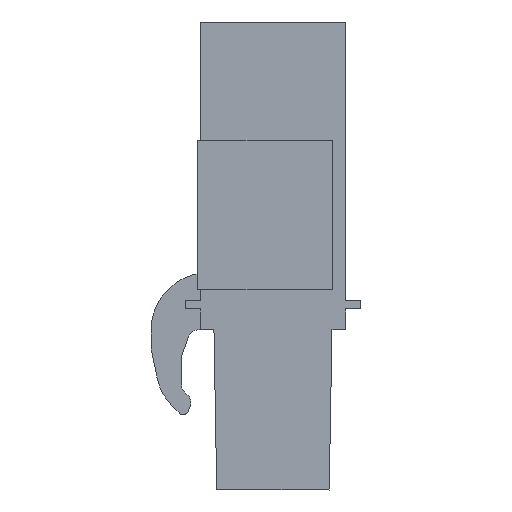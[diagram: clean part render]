
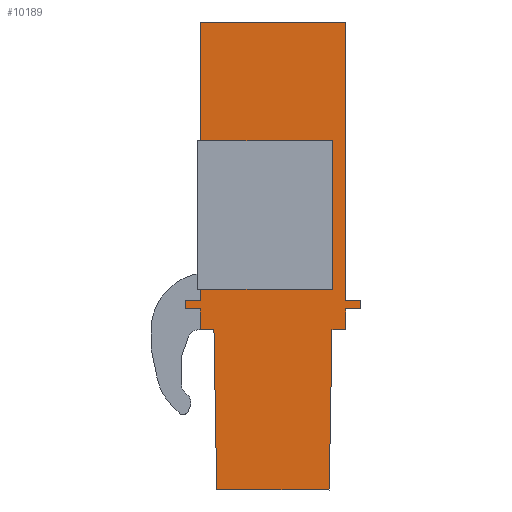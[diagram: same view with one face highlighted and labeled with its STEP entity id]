
A CAD part, left-side view. The second image highlights one B-rep face of the part: STEP entity #10189.
In plain terms, the highlighted planar face has unit normal (-1, 0, 0).
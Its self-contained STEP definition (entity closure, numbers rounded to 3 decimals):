
#10106=AXIS2_PLACEMENT_3D('Plane Axis2P3D',#10103,#10104,#10105) ;
#56=CARTESIAN_POINT('Vertex',(1.,0.8,24.55)) ;
#59=CARTESIAN_POINT('Line Origine',(1.,0.8,17.25)) ;
#63=CARTESIAN_POINT('Vertex',(1.,0.8,9.95)) ;
#9427=CARTESIAN_POINT('Vertex',(1.,1.66,0.)) ;
#9430=CARTESIAN_POINT('Line Origine',(1.,4.61,0.)) ;
#9434=CARTESIAN_POINT('Vertex',(1.,7.56,0.)) ;
#9514=CARTESIAN_POINT('Line Origine',(1.,7.633,4.2)) ;
#9518=CARTESIAN_POINT('Vertex',(1.,7.707,8.4)) ;
#9538=CARTESIAN_POINT('Line Origine',(1.,8.063,8.4)) ;
#9542=CARTESIAN_POINT('Vertex',(1.,8.42,8.4)) ;
#9626=CARTESIAN_POINT('Line Origine',(1.,8.42,8.95)) ;
#9630=CARTESIAN_POINT('Vertex',(1.,8.42,9.5)) ;
#9702=CARTESIAN_POINT('Line Origine',(1.,8.82,9.5)) ;
#9706=CARTESIAN_POINT('Vertex',(1.,9.22,9.5)) ;
#9778=CARTESIAN_POINT('Line Origine',(1.,9.22,9.725)) ;
#9782=CARTESIAN_POINT('Vertex',(1.,9.22,9.95)) ;
#9853=CARTESIAN_POINT('Vertex',(1.,0.,9.5)) ;
#9856=CARTESIAN_POINT('Line Origine',(1.,0.4,9.5)) ;
#9860=CARTESIAN_POINT('Vertex',(1.,0.8,9.5)) ;
#9875=CARTESIAN_POINT('Line Origine',(1.,0.8,8.95)) ;
#9879=CARTESIAN_POINT('Vertex',(1.,0.8,8.4)) ;
#9894=CARTESIAN_POINT('Line Origine',(1.,1.157,8.4)) ;
#9898=CARTESIAN_POINT('Vertex',(1.,1.513,8.4)) ;
#9918=CARTESIAN_POINT('Line Origine',(1.,1.587,4.2)) ;
#10103=CARTESIAN_POINT('Axis2P3D Location',(1.,0.,0.)) ;
#10108=CARTESIAN_POINT('Line Origine',(1.,8.42,10.488)) ;
#10112=CARTESIAN_POINT('Vertex',(1.,8.42,11.025)) ;
#10114=CARTESIAN_POINT('Vertex',(1.,8.42,9.95)) ;
#10117=CARTESIAN_POINT('Line Origine',(1.,8.82,9.95)) ;
#10122=CARTESIAN_POINT('Line Origine',(1.,0.,9.725)) ;
#10126=CARTESIAN_POINT('Vertex',(1.,0.,9.95)) ;
#10129=CARTESIAN_POINT('Line Origine',(1.,0.4,9.95)) ;
#10134=CARTESIAN_POINT('Line Origine',(1.,4.61,24.55)) ;
#10138=CARTESIAN_POINT('Vertex',(1.,8.42,24.55)) ;
#10141=CARTESIAN_POINT('Line Origine',(1.,8.42,21.188)) ;
#10145=CARTESIAN_POINT('Vertex',(1.,8.42,17.825)) ;
#10148=CARTESIAN_POINT('Line Origine',(1.,4.96,17.825)) ;
#10152=CARTESIAN_POINT('Vertex',(1.,1.5,17.825)) ;
#10155=CARTESIAN_POINT('Line Origine',(1.,1.5,14.425)) ;
#10159=CARTESIAN_POINT('Vertex',(1.,1.5,11.025)) ;
#10162=CARTESIAN_POINT('Line Origine',(1.,4.96,11.025)) ;
#60=DIRECTION('Vector Direction',(0.,0.,-1.)) ;
#9431=DIRECTION('Vector Direction',(0.,1.,0.)) ;
#9515=DIRECTION('Vector Direction',(0.,0.017,1.)) ;
#9539=DIRECTION('Vector Direction',(0.,1.,0.)) ;
#9627=DIRECTION('Vector Direction',(0.,0.,1.)) ;
#9703=DIRECTION('Vector Direction',(0.,1.,0.)) ;
#9779=DIRECTION('Vector Direction',(0.,0.,1.)) ;
#9857=DIRECTION('Vector Direction',(0.,1.,0.)) ;
#9876=DIRECTION('Vector Direction',(0.,0.,-1.)) ;
#9895=DIRECTION('Vector Direction',(0.,1.,0.)) ;
#9919=DIRECTION('Vector Direction',(0.,0.017,-1.)) ;
#10104=DIRECTION('Axis2P3D Direction',(-1.,0.,0.)) ;
#10105=DIRECTION('Axis2P3D XDirection',(0.,0.,1.)) ;
#10109=DIRECTION('Vector Direction',(0.,0.,1.)) ;
#10118=DIRECTION('Vector Direction',(0.,-1.,0.)) ;
#10123=DIRECTION('Vector Direction',(0.,0.,-1.)) ;
#10130=DIRECTION('Vector Direction',(0.,-1.,0.)) ;
#10135=DIRECTION('Vector Direction',(0.,-1.,0.)) ;
#10142=DIRECTION('Vector Direction',(0.,0.,1.)) ;
#10149=DIRECTION('Vector Direction',(0.,1.,0.)) ;
#10156=DIRECTION('Vector Direction',(0.,0.,-1.)) ;
#10163=DIRECTION('Vector Direction',(0.,1.,0.)) ;
#61=VECTOR('Line Direction',#60,1.) ;
#9432=VECTOR('Line Direction',#9431,1.) ;
#9516=VECTOR('Line Direction',#9515,1.) ;
#9540=VECTOR('Line Direction',#9539,1.) ;
#9628=VECTOR('Line Direction',#9627,1.) ;
#9704=VECTOR('Line Direction',#9703,1.) ;
#9780=VECTOR('Line Direction',#9779,1.) ;
#9858=VECTOR('Line Direction',#9857,1.) ;
#9877=VECTOR('Line Direction',#9876,1.) ;
#9896=VECTOR('Line Direction',#9895,1.) ;
#9920=VECTOR('Line Direction',#9919,1.) ;
#10110=VECTOR('Line Direction',#10109,1.) ;
#10119=VECTOR('Line Direction',#10118,1.) ;
#10124=VECTOR('Line Direction',#10123,1.) ;
#10131=VECTOR('Line Direction',#10130,1.) ;
#10136=VECTOR('Line Direction',#10135,1.) ;
#10143=VECTOR('Line Direction',#10142,1.) ;
#10150=VECTOR('Line Direction',#10149,1.) ;
#10157=VECTOR('Line Direction',#10156,1.) ;
#10164=VECTOR('Line Direction',#10163,1.) ;
#10168=ORIENTED_EDGE('',*,*,#10116,.T.) ;
#10169=ORIENTED_EDGE('',*,*,#10121,.T.) ;
#10170=ORIENTED_EDGE('',*,*,#9784,.T.) ;
#10171=ORIENTED_EDGE('',*,*,#9708,.T.) ;
#10172=ORIENTED_EDGE('',*,*,#9632,.T.) ;
#10173=ORIENTED_EDGE('',*,*,#9544,.T.) ;
#10174=ORIENTED_EDGE('',*,*,#9520,.T.) ;
#10175=ORIENTED_EDGE('',*,*,#9436,.T.) ;
#10176=ORIENTED_EDGE('',*,*,#9922,.T.) ;
#10177=ORIENTED_EDGE('',*,*,#9900,.T.) ;
#10178=ORIENTED_EDGE('',*,*,#9881,.T.) ;
#10179=ORIENTED_EDGE('',*,*,#9862,.T.) ;
#10180=ORIENTED_EDGE('',*,*,#10128,.T.) ;
#10181=ORIENTED_EDGE('',*,*,#10133,.T.) ;
#10182=ORIENTED_EDGE('',*,*,#65,.T.) ;
#10183=ORIENTED_EDGE('',*,*,#10140,.T.) ;
#10184=ORIENTED_EDGE('',*,*,#10147,.T.) ;
#10185=ORIENTED_EDGE('',*,*,#10154,.F.) ;
#10186=ORIENTED_EDGE('',*,*,#10161,.F.) ;
#10187=ORIENTED_EDGE('',*,*,#10166,.T.) ;
#10189=ADVANCED_FACE('_BLC 5.08/15BR OR 1649500000',(#10188),#10107,.T.) ;
#65=EDGE_CURVE('',#64,#57,#62,.F.) ;
#9436=EDGE_CURVE('',#9435,#9428,#9433,.F.) ;
#9520=EDGE_CURVE('',#9519,#9435,#9517,.F.) ;
#9544=EDGE_CURVE('',#9543,#9519,#9541,.F.) ;
#9632=EDGE_CURVE('',#9631,#9543,#9629,.F.) ;
#9708=EDGE_CURVE('',#9707,#9631,#9705,.F.) ;
#9784=EDGE_CURVE('',#9783,#9707,#9781,.F.) ;
#9862=EDGE_CURVE('',#9861,#9854,#9859,.F.) ;
#9881=EDGE_CURVE('',#9880,#9861,#9878,.F.) ;
#9900=EDGE_CURVE('',#9899,#9880,#9897,.F.) ;
#9922=EDGE_CURVE('',#9428,#9899,#9921,.F.) ;
#10116=EDGE_CURVE('',#10113,#10115,#10111,.F.) ;
#10121=EDGE_CURVE('',#10115,#9783,#10120,.F.) ;
#10128=EDGE_CURVE('',#9854,#10127,#10125,.F.) ;
#10133=EDGE_CURVE('',#10127,#64,#10132,.F.) ;
#10140=EDGE_CURVE('',#57,#10139,#10137,.F.) ;
#10147=EDGE_CURVE('',#10139,#10146,#10144,.F.) ;
#10154=EDGE_CURVE('',#10153,#10146,#10151,.T.) ;
#10161=EDGE_CURVE('',#10160,#10153,#10158,.F.) ;
#10166=EDGE_CURVE('',#10160,#10113,#10165,.T.) ;
#10167=EDGE_LOOP('',(#10168,#10169,#10170,#10171,#10172,#10173,#10174,#10175,#10176,#10177,#10178,#10179,#10180,#10181,#10182,#10183,#10184,#10185,#10186,#10187)) ;
#10188=FACE_OUTER_BOUND('',#10167,.T.) ;
#62=LINE('Line',#59,#61) ;
#9433=LINE('Line',#9430,#9432) ;
#9517=LINE('Line',#9514,#9516) ;
#9541=LINE('Line',#9538,#9540) ;
#9629=LINE('Line',#9626,#9628) ;
#9705=LINE('Line',#9702,#9704) ;
#9781=LINE('Line',#9778,#9780) ;
#9859=LINE('Line',#9856,#9858) ;
#9878=LINE('Line',#9875,#9877) ;
#9897=LINE('Line',#9894,#9896) ;
#9921=LINE('Line',#9918,#9920) ;
#10111=LINE('Line',#10108,#10110) ;
#10120=LINE('Line',#10117,#10119) ;
#10125=LINE('Line',#10122,#10124) ;
#10132=LINE('Line',#10129,#10131) ;
#10137=LINE('Line',#10134,#10136) ;
#10144=LINE('Line',#10141,#10143) ;
#10151=LINE('Line',#10148,#10150) ;
#10158=LINE('Line',#10155,#10157) ;
#10165=LINE('Line',#10162,#10164) ;
#10107=PLANE('',#10106) ;
#57=VERTEX_POINT('',#56) ;
#64=VERTEX_POINT('',#63) ;
#9428=VERTEX_POINT('',#9427) ;
#9435=VERTEX_POINT('',#9434) ;
#9519=VERTEX_POINT('',#9518) ;
#9543=VERTEX_POINT('',#9542) ;
#9631=VERTEX_POINT('',#9630) ;
#9707=VERTEX_POINT('',#9706) ;
#9783=VERTEX_POINT('',#9782) ;
#9854=VERTEX_POINT('',#9853) ;
#9861=VERTEX_POINT('',#9860) ;
#9880=VERTEX_POINT('',#9879) ;
#9899=VERTEX_POINT('',#9898) ;
#10113=VERTEX_POINT('',#10112) ;
#10115=VERTEX_POINT('',#10114) ;
#10127=VERTEX_POINT('',#10126) ;
#10139=VERTEX_POINT('',#10138) ;
#10146=VERTEX_POINT('',#10145) ;
#10153=VERTEX_POINT('',#10152) ;
#10160=VERTEX_POINT('',#10159) ;
